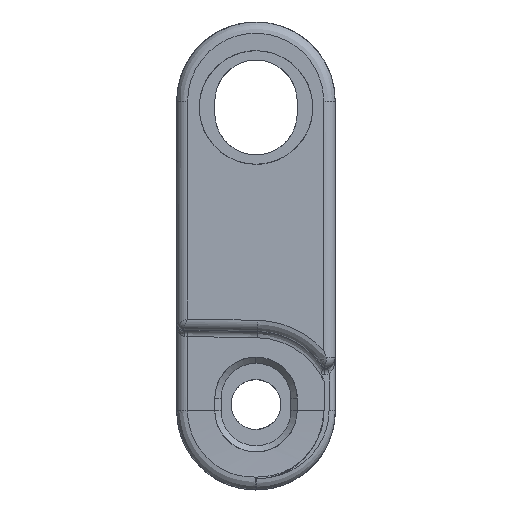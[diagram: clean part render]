
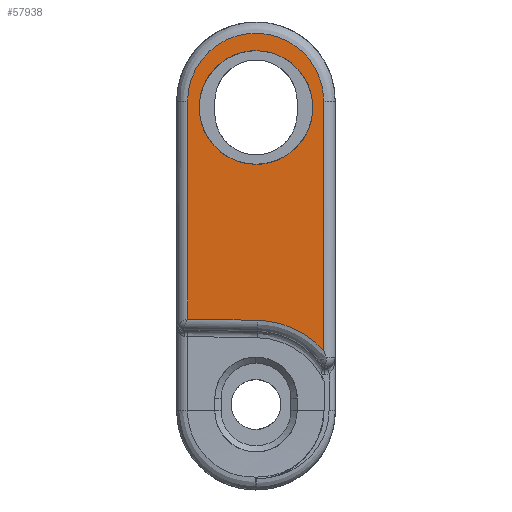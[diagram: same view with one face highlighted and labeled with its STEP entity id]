
A CAD part, left-side view. The second image highlights one B-rep face of the part: STEP entity #57938.
In plain terms, the highlighted planar face has unit normal (-0.999, 0.035, 0).
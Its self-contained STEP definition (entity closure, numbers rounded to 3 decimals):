
#464 = DIRECTION ( 'NONE',  ( 0.035, 0.999, 0.017 ) ) ;
#772 =( BOUNDED_CURVE ( )  B_SPLINE_CURVE ( 3, ( #10594, #26217, #16230, #56801 ),
 .UNSPECIFIED., .F., .T. ) 
 B_SPLINE_CURVE_WITH_KNOTS ( ( 4, 4 ),
 ( 4.712, 7.854 ),
 .UNSPECIFIED. ) 
 CURVE ( )  GEOMETRIC_REPRESENTATION_ITEM ( )  RATIONAL_B_SPLINE_CURVE ( ( 1., 0.333, 0.333, 1. ) ) 
 REPRESENTATION_ITEM ( '' )  );
#3876 = FACE_OUTER_BOUND ( 'NONE', #16655, .T. ) ;
#6197 = ORIENTED_EDGE ( 'NONE', *, *, #58680, .T. ) ;
#7615 = CARTESIAN_POINT ( 'NONE',  ( -95.529, -15.45, 7.35 ) ) ;
#7948 = CARTESIAN_POINT ( 'NONE',  ( -95.211, -6.35, 16.45 ) ) ;
#8493 = VERTEX_POINT ( 'NONE', #25838 ) ;
#9153 = EDGE_LOOP ( 'NONE', ( #6197, #59927 ) ) ;
#9187 = DIRECTION ( 'NONE',  ( -0.035, -0.999, 0. ) ) ;
#9290 = VERTEX_POINT ( 'NONE', #13663 ) ;
#10594 = CARTESIAN_POINT ( 'NONE',  ( -95.211, -6.35, 7.35 ) ) ;
#11031 = VERTEX_POINT ( 'NONE', #62852 ) ;
#11555 = VERTEX_POINT ( 'NONE', #31765 ) ;
#13663 = CARTESIAN_POINT ( 'NONE',  ( -95.215, -6.447, -5.151 ) ) ;
#16210 = CARTESIAN_POINT ( 'NONE',  ( -95.02, -0.869, 18.8 ) ) ;
#16230 = CARTESIAN_POINT ( 'NONE',  ( -94.893, 2.75, 16.45 ) ) ;
#16655 = EDGE_LOOP ( 'NONE', ( #40325, #19592, #24558, #64446, #22407 ) ) ;
#16938 = CARTESIAN_POINT ( 'NONE',  ( -95.529, -15.45, 16.45 ) ) ;
#17250 = CARTESIAN_POINT ( 'NONE',  ( -95.352, -10.385, -6.04 ) ) ;
#17959 = EDGE_CURVE ( 'NONE', #53500, #11031, #61724, .T. ) ;
#19160 = DIRECTION ( 'NONE',  ( -0.999, 0.035, 0. ) ) ;
#19592 = ORIENTED_EDGE ( 'NONE', *, *, #43729, .F. ) ;
#21062 = CARTESIAN_POINT ( 'NONE',  ( -95.429, -12.591, -5.258 ) ) ;
#22407 = ORIENTED_EDGE ( 'NONE', *, *, #50497, .F. ) ;
#23104 = EDGE_CURVE ( 'NONE', #8493, #23237, #46590, .T. ) ;
#23237 = VERTEX_POINT ( 'NONE', #43880 ) ;
#23431 = CARTESIAN_POINT ( 'NONE',  ( -95.02, -0.869, 12.4 ) ) ;
#24146 = FACE_BOUND ( 'NONE', #9153, .T. ) ;
#24558 = ORIENTED_EDGE ( 'NONE', *, *, #56141, .F. ) ;
#25838 = CARTESIAN_POINT ( 'NONE',  ( -95.211, -6.35, 16.45 ) ) ;
#26217 = CARTESIAN_POINT ( 'NONE',  ( -94.893, 2.75, 7.35 ) ) ;
#26691 = LINE ( 'NONE', #21062, #56951 ) ;
#27154 = CARTESIAN_POINT ( 'NONE',  ( -95.4, -11.769, 18.8 ) ) ;
#27901 = CARTESIAN_POINT ( 'NONE',  ( -95.211, -6.35, 7.35 ) ) ;
#28089 = CARTESIAN_POINT ( 'NONE',  ( -95.4, -11.769, 23.3 ) ) ;
#31525 = DIRECTION ( 'NONE',  ( 0., 0., -1. ) ) ;
#31765 = CARTESIAN_POINT ( 'NONE',  ( -95.4, -11.769, -7.568 ) ) ;
#33762 = CARTESIAN_POINT ( 'NONE',  ( -95.4, -11.769, 12.4 ) ) ;
#36592 = CARTESIAN_POINT ( 'NONE',  ( -95.287, -8.508, -5.187 ) ) ;
#38732 = CARTESIAN_POINT ( 'NONE',  ( -95.02, -0.869, 23.3 ) ) ;
#39214 =( BOUNDED_CURVE ( )  B_SPLINE_CURVE ( 3, ( #23431, #38732, #28089, #33762 ),
 .UNSPECIFIED., .F., .T. ) 
 B_SPLINE_CURVE_WITH_KNOTS ( ( 4, 4 ),
 ( 0., 3.142 ),
 .UNSPECIFIED. ) 
 CURVE ( )  GEOMETRIC_REPRESENTATION_ITEM ( )  RATIONAL_B_SPLINE_CURVE ( ( 1., 0.333, 0.333, 1. ) ) 
 REPRESENTATION_ITEM ( '' )  );
#40325 = ORIENTED_EDGE ( 'NONE', *, *, #17959, .T. ) ;
#41516 = VECTOR ( 'NONE', #31525, 1000. ) ;
#43729 = EDGE_CURVE ( 'NONE', #9290, #11031, #26691, .T. ) ;
#43880 = CARTESIAN_POINT ( 'NONE',  ( -95.211, -6.35, 7.35 ) ) ;
#46590 =( BOUNDED_CURVE ( )  B_SPLINE_CURVE ( 3, ( #7948, #16938, #7615, #27901 ),
 .UNSPECIFIED., .F., .T. ) 
 B_SPLINE_CURVE_WITH_KNOTS ( ( 4, 4 ),
 ( 1.571, 4.712 ),
 .UNSPECIFIED. ) 
 CURVE ( )  GEOMETRIC_REPRESENTATION_ITEM ( )  RATIONAL_B_SPLINE_CURVE ( ( 1., 0.333, 0.333, 1. ) ) 
 REPRESENTATION_ITEM ( '' )  );
#47198 = CARTESIAN_POINT ( 'NONE',  ( -95.4, -11.769, -7.568 ) ) ;
#48459 = PLANE ( 'NONE',  #51762 ) ;
#50023 = VERTEX_POINT ( 'NONE', #64830 ) ;
#50497 = EDGE_CURVE ( 'NONE', #53500, #50023, #39214, .T. ) ;
#51252 = VECTOR ( 'NONE', #62690, 1000. ) ;
#51762 = AXIS2_PLACEMENT_3D ( 'NONE', #65000, #19160, #9187 ) ;
#51890 = EDGE_CURVE ( 'NONE', #50023, #11555, #62035, .T. ) ;
#53187 = CARTESIAN_POINT ( 'NONE',  ( -95.02, -0.869, 12.4 ) ) ;
#53500 = VERTEX_POINT ( 'NONE', #53187 ) ;
#56141 = EDGE_CURVE ( 'NONE', #11555, #9290, #63038, .T. ) ;
#56801 = CARTESIAN_POINT ( 'NONE',  ( -95.211, -6.35, 16.45 ) ) ;
#56951 = VECTOR ( 'NONE', #464, 1000. ) ;
#57938 = ADVANCED_FACE ( 'NONE', ( #3876, #24146 ), #48459, .T. ) ;
#58680 = EDGE_CURVE ( 'NONE', #23237, #8493, #772, .T. ) ;
#59927 = ORIENTED_EDGE ( 'NONE', *, *, #23104, .T. ) ;
#61724 = LINE ( 'NONE', #16210, #41516 ) ;
#62035 = LINE ( 'NONE', #27154, #51252 ) ;
#62690 = DIRECTION ( 'NONE',  ( 0., 0., -1. ) ) ;
#62775 = CARTESIAN_POINT ( 'NONE',  ( -95.215, -6.447, -5.151 ) ) ;
#62852 = CARTESIAN_POINT ( 'NONE',  ( -95.02, -0.869, -5.054 ) ) ;
#63038 =( BOUNDED_CURVE ( )  B_SPLINE_CURVE ( 3, ( #47198, #17250, #36592, #62775 ),
 .UNSPECIFIED., .F., .T. ) 
 B_SPLINE_CURVE_WITH_KNOTS ( ( 4, 4 ),
 ( 3.877, 4.695 ),
 .UNSPECIFIED. ) 
 CURVE ( )  GEOMETRIC_REPRESENTATION_ITEM ( )  RATIONAL_B_SPLINE_CURVE ( ( 1., 0.945, 0.945, 1. ) ) 
 REPRESENTATION_ITEM ( '' )  );
#64446 = ORIENTED_EDGE ( 'NONE', *, *, #51890, .F. ) ;
#64830 = CARTESIAN_POINT ( 'NONE',  ( -95.4, -11.769, 12.4 ) ) ;
#65000 = CARTESIAN_POINT ( 'NONE',  ( -95.433, -12.7, 1. ) ) ;
